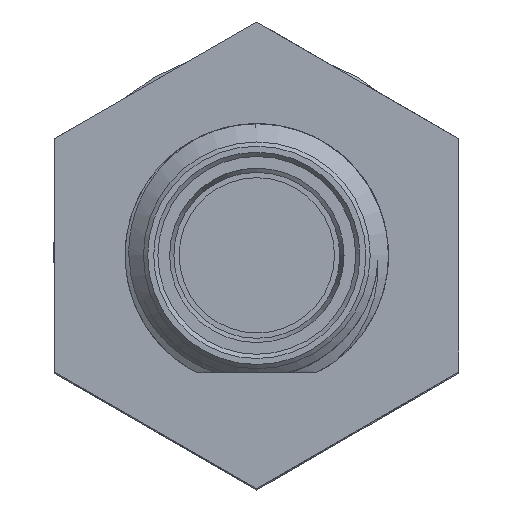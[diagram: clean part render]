
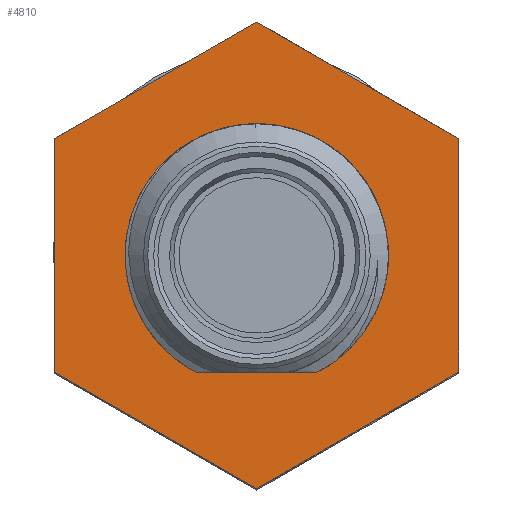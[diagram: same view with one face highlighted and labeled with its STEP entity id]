
A CAD part, left-side view. The second image highlights one B-rep face of the part: STEP entity #4810.
In plain terms, the highlighted planar face has unit normal (-1, 0, 0).
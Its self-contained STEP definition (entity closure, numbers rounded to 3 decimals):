
#817=LINE('',#30946,#1065);
#818=LINE('',#30948,#1066);
#819=LINE('',#30950,#1067);
#820=LINE('',#30952,#1068);
#821=LINE('',#30954,#1069);
#822=LINE('',#30955,#1070);
#1065=VECTOR('',#5881,5.485);
#1066=VECTOR('',#5882,5.485);
#1067=VECTOR('',#5883,5.485);
#1068=VECTOR('',#5884,5.485);
#1069=VECTOR('',#5885,5.485);
#1070=VECTOR('',#5886,5.485);
#1175=FACE_BOUND('',#1693,.T.);
#1395=FACE_OUTER_BOUND('',#1692,.T.);
#1692=EDGE_LOOP('',(#4300,#4301,#4302,#4303,#4304,#4305));
#1693=EDGE_LOOP('',(#4306));
#1851=CIRCLE('',#5158,2.665);
#2319=VERTEX_POINT('',#30940);
#2320=VERTEX_POINT('',#30944);
#2321=VERTEX_POINT('',#30945);
#2322=VERTEX_POINT('',#30947);
#2323=VERTEX_POINT('',#30949);
#2324=VERTEX_POINT('',#30951);
#2325=VERTEX_POINT('',#30953);
#3007=EDGE_CURVE('',#2319,#2319,#1851,.T.);
#3008=EDGE_CURVE('',#2320,#2321,#817,.T.);
#3009=EDGE_CURVE('',#2322,#2320,#818,.T.);
#3010=EDGE_CURVE('',#2323,#2322,#819,.T.);
#3011=EDGE_CURVE('',#2324,#2323,#820,.T.);
#3012=EDGE_CURVE('',#2325,#2324,#821,.T.);
#3013=EDGE_CURVE('',#2321,#2325,#822,.T.);
#4300=ORIENTED_EDGE('',*,*,#3008,.F.);
#4301=ORIENTED_EDGE('',*,*,#3009,.F.);
#4302=ORIENTED_EDGE('',*,*,#3010,.F.);
#4303=ORIENTED_EDGE('',*,*,#3011,.F.);
#4304=ORIENTED_EDGE('',*,*,#3012,.F.);
#4305=ORIENTED_EDGE('',*,*,#3013,.F.);
#4306=ORIENTED_EDGE('',*,*,#3007,.F.);
#4584=PLANE('',#5159);
#4810=ADVANCED_FACE('',(#1395,#1175),#4584,.T.);
#5158=AXIS2_PLACEMENT_3D('',#30942,#5877,#5878);
#5159=AXIS2_PLACEMENT_3D('',#30943,#5879,#5880);
#5877=DIRECTION('center_axis',(-1.,0.,0.));
#5878=DIRECTION('ref_axis',(0.,1.,0.));
#5879=DIRECTION('center_axis',(-1.,0.,0.));
#5880=DIRECTION('ref_axis',(0.,-1.,0.));
#5881=DIRECTION('',(0.,0.,1.));
#5882=DIRECTION('',(0.,0.866,0.5));
#5883=DIRECTION('',(0.,0.866,-0.5));
#5884=DIRECTION('',(0.,0.,-1.));
#5885=DIRECTION('',(0.,-0.866,-0.5));
#5886=DIRECTION('',(0.,-0.866,0.5));
#30940=CARTESIAN_POINT('',(-3.,2.665,0.03));
#30942=CARTESIAN_POINT('Origin',(-3.,0.,0.03));
#30943=CARTESIAN_POINT('Origin',(-3.,0.,0.03));
#30944=CARTESIAN_POINT('',(-3.,4.75,-2.712));
#30945=CARTESIAN_POINT('',(-3.,4.75,2.773));
#30946=CARTESIAN_POINT('',(-3.,4.75,-2.712));
#30947=CARTESIAN_POINT('',(-3.,0.,-5.454));
#30948=CARTESIAN_POINT('',(-3.,0.,-5.454));
#30949=CARTESIAN_POINT('',(-3.,-4.75,-2.712));
#30950=CARTESIAN_POINT('',(-3.,-4.75,-2.712));
#30951=CARTESIAN_POINT('',(-3.,-4.75,2.773));
#30952=CARTESIAN_POINT('',(-3.,-4.75,2.773));
#30953=CARTESIAN_POINT('',(-3.,0.,5.515));
#30954=CARTESIAN_POINT('',(-3.,0.,5.515));
#30955=CARTESIAN_POINT('',(-3.,4.75,2.773));
